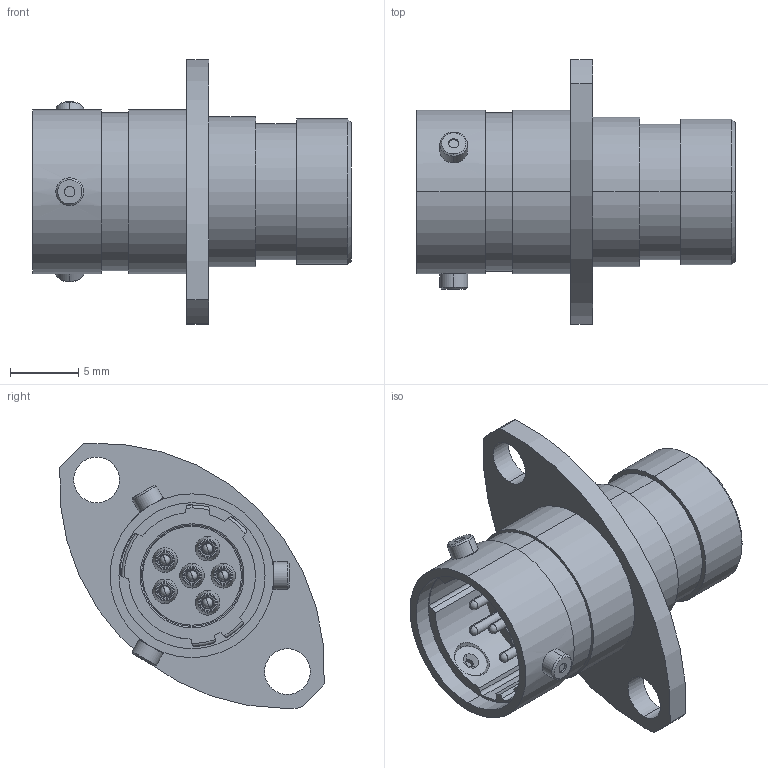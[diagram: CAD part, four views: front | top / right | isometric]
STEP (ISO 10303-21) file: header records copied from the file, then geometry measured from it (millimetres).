
FILE_DESCRIPTION (( 'STEP AP214' ), '1' );
FILE_NAME ('AS007-35PB.STEP', '2020-01-22T16:49:02', ( 'TE Connectivity' ), ( 'TE Connectivity' ), 'SwSTEP 2.0', 'SolidWorks 2016', '' );
FILE_SCHEMA (( 'AUTOMOTIVE_DESIGN' ));
Length unit declared in the file: millimetre
Products named in the file (1): AS007-35PB
Bounding box: 23.3 x 19.35 x 19.38 mm (x, y, z)
Volume: 1968.3 mm3; surface area: 3804.2 mm2
Topology: 15 solids, 15 shells, 699 faces, 1491 edges, 864 vertices
Faces by surface type: cylinder 250, torus 222, plane 109, cone 104, sphere 14
Entity records: 27263 total; most frequent: DIRECTION 3854, CARTESIAN_POINT 3607, ORIENTED_EDGE 2938, AXIS2_PLACEMENT_3D 1723, EDGE_CURVE 1469, CIRCLE 1023, VERTEX_POINT 862, EDGE_LOOP 813
